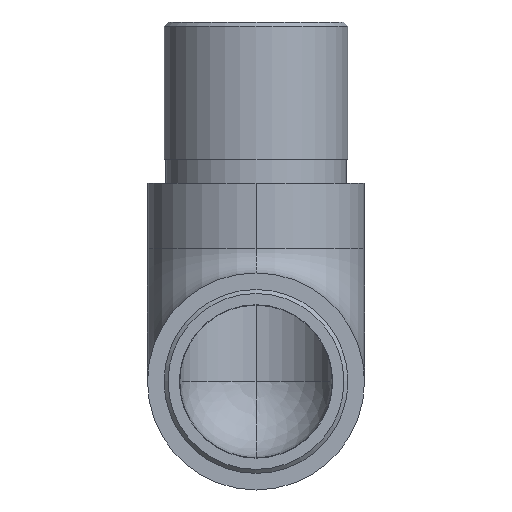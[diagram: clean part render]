
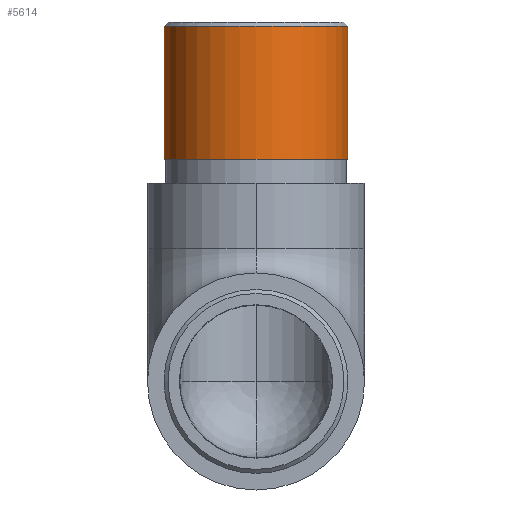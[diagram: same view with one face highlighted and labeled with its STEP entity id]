
A CAD part, front view. The second image highlights one B-rep face of the part: STEP entity #5614.
In plain terms, the highlighted cylindrical face has radius 11.4 mm (diameter 22.8 mm), a full revolution.
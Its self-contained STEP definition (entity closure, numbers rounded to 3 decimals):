
#74 = EDGE_LOOP ( 'NONE', ( #3738 ) ) ;
#280 = DIRECTION ( 'NONE',  ( 0., 0., -1. ) ) ;
#730 = FACE_OUTER_BOUND ( 'NONE', #9145, .T. ) ;
#1077 = AXIS2_PLACEMENT_3D ( 'NONE', #3001, #9786, #10755 ) ;
#1088 = VERTEX_POINT ( 'NONE', #2884 ) ;
#1493 = DIRECTION ( 'NONE',  ( 0., 0., -1. ) ) ;
#2014 = CARTESIAN_POINT ( 'NONE',  ( 11.4, 24.55, 27.55 ) ) ;
#2092 = AXIS2_PLACEMENT_3D ( 'NONE', #6204, #1493, #7215 ) ;
#2142 = DIRECTION ( 'NONE',  ( -1., 0., 0. ) ) ;
#2884 = CARTESIAN_POINT ( 'NONE',  ( 11.4, 24.55, 44.05 ) ) ;
#3001 = CARTESIAN_POINT ( 'NONE',  ( 0., 24.55, 27.55 ) ) ;
#3011 = CIRCLE ( 'NONE', #2092, 11.4 ) ;
#3738 = ORIENTED_EDGE ( 'NONE', *, *, #4730, .T. ) ;
#4028 = FACE_OUTER_BOUND ( 'NONE', #74, .T. ) ;
#4730 = EDGE_CURVE ( 'NONE', #7605, #7605, #8156, .T. ) ;
#5614 = ADVANCED_FACE ( 'NONE', ( #730, #4028 ), #8598, .T. ) ;
#6204 = CARTESIAN_POINT ( 'NONE',  ( 0., 24.55, 44.05 ) ) ;
#7215 = DIRECTION ( 'NONE',  ( 1., 0., 0. ) ) ;
#7498 = ORIENTED_EDGE ( 'NONE', *, *, #10075, .T. ) ;
#7605 = VERTEX_POINT ( 'NONE', #2014 ) ;
#7937 = CARTESIAN_POINT ( 'NONE',  ( 0., 24.55, 44.55 ) ) ;
#8156 = CIRCLE ( 'NONE', #1077, 11.4 ) ;
#8598 = CYLINDRICAL_SURFACE ( 'NONE', #10619, 11.4 ) ;
#9145 = EDGE_LOOP ( 'NONE', ( #7498 ) ) ;
#9786 = DIRECTION ( 'NONE',  ( 0., 0., 1. ) ) ;
#10075 = EDGE_CURVE ( 'NONE', #1088, #1088, #3011, .T. ) ;
#10619 = AXIS2_PLACEMENT_3D ( 'NONE', #7937, #280, #2142 ) ;
#10755 = DIRECTION ( 'NONE',  ( 1., 0., 0. ) ) ;
